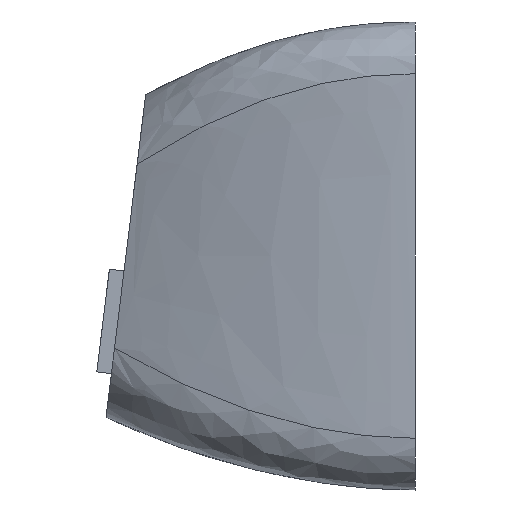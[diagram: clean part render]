
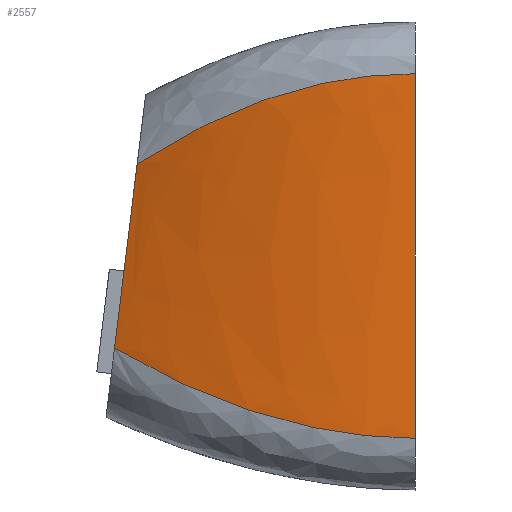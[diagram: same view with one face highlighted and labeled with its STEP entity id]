
A CAD part, left-side view. The second image highlights one B-rep face of the part: STEP entity #2557.
In plain terms, the highlighted free-form (B-spline) face has degree [3, 3] with [4, 4] control points.
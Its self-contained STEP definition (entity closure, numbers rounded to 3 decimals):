
#60=B_SPLINE_SURFACE_WITH_KNOTS('',3,3,((#3438,#3439,#3440,#3441),(#3442,
#3443,#3444,#3445),(#3446,#3447,#3448,#3449),(#3450,#3451,#3452,#3453)),
 .UNSPECIFIED.,.F.,.F.,.F.,(4,4),(4,4),(0.,1.),(0.,1.),.UNSPECIFIED.);
#119=FACE_OUTER_BOUND('',#260,.T.);
#260=EDGE_LOOP('',(#1716,#1717,#1718,#1719));
#426=LINE('',#3455,#677);
#427=LINE('',#3461,#678);
#677=VECTOR('',#2855,10.);
#678=VECTOR('',#2856,10.);
#917=B_SPLINE_CURVE_WITH_KNOTS('',3,(#3433,#3434,#3435,#3436),
 .UNSPECIFIED.,.F.,.F.,(4,4),(0.,1.),.UNSPECIFIED.);
#918=B_SPLINE_CURVE_WITH_KNOTS('',3,(#3457,#3458,#3459,#3460),
 .UNSPECIFIED.,.F.,.F.,(4,4),(0.,1.),.UNSPECIFIED.);
#1053=VERTEX_POINT('',#3430);
#1054=VERTEX_POINT('',#3432);
#1055=VERTEX_POINT('',#3454);
#1056=VERTEX_POINT('',#3456);
#1318=EDGE_CURVE('',#1053,#1054,#917,.T.);
#1320=EDGE_CURVE('',#1055,#1053,#426,.T.);
#1321=EDGE_CURVE('',#1055,#1056,#918,.T.);
#1322=EDGE_CURVE('',#1056,#1054,#427,.T.);
#1716=ORIENTED_EDGE('',*,*,#1320,.F.);
#1717=ORIENTED_EDGE('',*,*,#1321,.T.);
#1718=ORIENTED_EDGE('',*,*,#1322,.T.);
#1719=ORIENTED_EDGE('',*,*,#1318,.F.);
#2557=ADVANCED_FACE('',(#119),#60,.F.);
#2855=DIRECTION('',(0.,-0.122,0.993));
#2856=DIRECTION('',(0.,0.,1.));
#3430=CARTESIAN_POINT('',(2.7,10.752,12.606));
#3432=CARTESIAN_POINT('',(0.,0.,16.1));
#3433=CARTESIAN_POINT('Ctrl Pts',(2.7,10.752,12.606));
#3434=CARTESIAN_POINT('Ctrl Pts',(0.9,7.168,14.935));
#3435=CARTESIAN_POINT('Ctrl Pts',(0.,3.73,16.1));
#3436=CARTESIAN_POINT('Ctrl Pts',(0.,0.,16.1));
#3438=CARTESIAN_POINT('Ctrl Pts',(2.7,11.625,5.494));
#3439=CARTESIAN_POINT('Ctrl Pts',(0.9,7.75,3.165));
#3440=CARTESIAN_POINT('Ctrl Pts',(0.,3.73,
2.));
#3441=CARTESIAN_POINT('Ctrl Pts',(0.,0.,
2.));
#3442=CARTESIAN_POINT('Ctrl Pts',(2.7,11.453,6.897));
#3443=CARTESIAN_POINT('Ctrl Pts',(0.939,7.635,4.8));
#3444=CARTESIAN_POINT('Ctrl Pts',(0.,3.73,
3.047));
#3445=CARTESIAN_POINT('Ctrl Pts',(0.,0.,
3.047));
#3446=CARTESIAN_POINT('Ctrl Pts',(2.7,10.924,11.203));
#3447=CARTESIAN_POINT('Ctrl Pts',(0.939,7.283,13.3));
#3448=CARTESIAN_POINT('Ctrl Pts',(0.,3.73,
15.053));
#3449=CARTESIAN_POINT('Ctrl Pts',(0.,0.,
15.053));
#3450=CARTESIAN_POINT('Ctrl Pts',(2.7,10.752,12.606));
#3451=CARTESIAN_POINT('Ctrl Pts',(0.9,7.168,14.935));
#3452=CARTESIAN_POINT('Ctrl Pts',(0.,3.73,
16.1));
#3453=CARTESIAN_POINT('Ctrl Pts',(0.,0.,
16.1));
#3454=CARTESIAN_POINT('',(2.7,11.625,5.494));
#3455=CARTESIAN_POINT('',(2.7,10.752,12.606));
#3456=CARTESIAN_POINT('',(0.,0.,2.));
#3457=CARTESIAN_POINT('Ctrl Pts',(2.7,11.625,5.494));
#3458=CARTESIAN_POINT('Ctrl Pts',(0.9,7.75,3.165));
#3459=CARTESIAN_POINT('Ctrl Pts',(0.,3.73,
2.));
#3460=CARTESIAN_POINT('Ctrl Pts',(0.,0.,
2.));
#3461=CARTESIAN_POINT('',(0.,0.,16.1));
